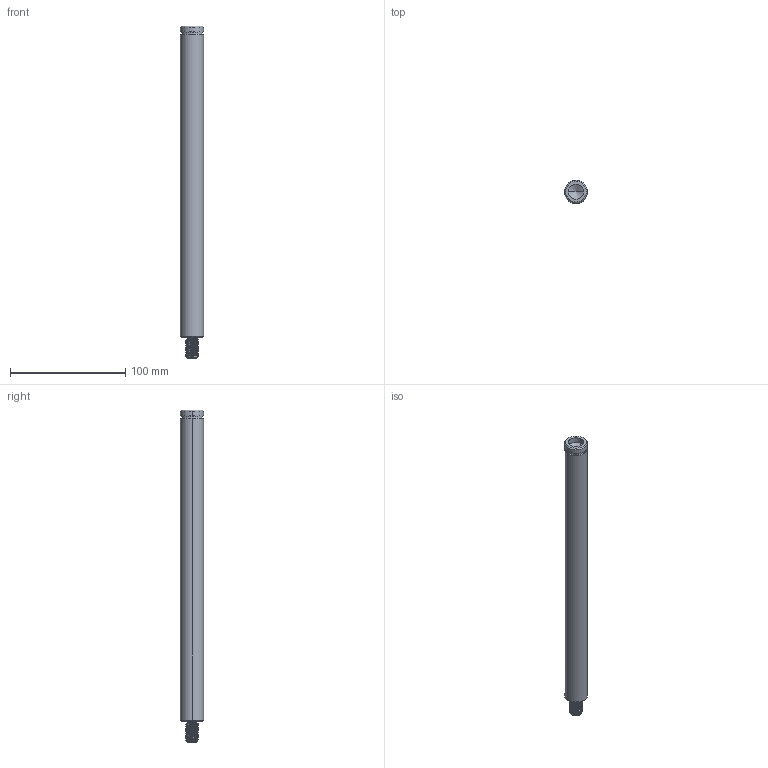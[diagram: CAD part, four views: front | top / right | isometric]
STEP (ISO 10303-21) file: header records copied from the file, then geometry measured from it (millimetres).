
FILE_DESCRIPTION (( 'STEP AP203' ), '1' );
FILE_NAME ('XWG0401-C-INOX-TIGEPISTON.STEP', '2024-04-25T14:41:59', ( '' ), ( '' ), 'SwSTEP 2.0', 'SolidWorks 2021', '' );
FILE_SCHEMA (( 'CONFIG_CONTROL_DESIGN' ));
Length unit declared in the file: millimetre
Products named in the file (1): XWG0401-C-INOX-TIGEPISTON
Bounding box: 20 x 20 x 288 mm (x, y, z)
Volume: 85017.6 mm3; surface area: 18661.9 mm2
Topology: 1 solids, 1 shells, 58 faces, 136 edges, 83 vertices
Faces by surface type: cylinder 33, cone 8, plane 8, torus 6, bspline 3
Entity records: 3170 total; most frequent: CARTESIAN_POINT 1881, ORIENTED_EDGE 268, DIRECTION 246, EDGE_CURVE 134, AXIS2_PLACEMENT_3D 99, VERTEX_POINT 83, EDGE_LOOP 63, FACE_OUTER_BOUND 58
